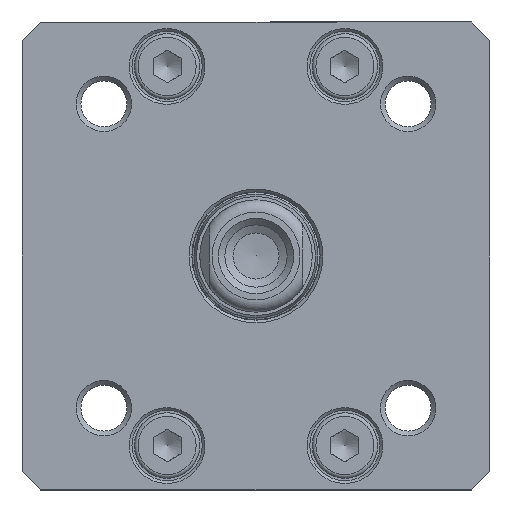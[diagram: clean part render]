
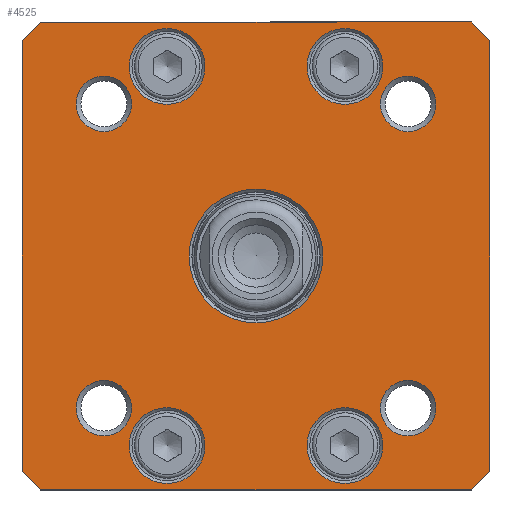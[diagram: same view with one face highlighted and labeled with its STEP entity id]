
A CAD part, front view. The second image highlights one B-rep face of the part: STEP entity #4525.
In plain terms, the highlighted face is planar.
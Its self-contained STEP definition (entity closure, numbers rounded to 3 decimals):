
#4355=CARTESIAN_POINT('',(0.,86.5,0.));
#4356=DIRECTION('',(0.0,-1.0,0.0));
#4357=DIRECTION('',(0.0,0.0,-1.0));
#4358=AXIS2_PLACEMENT_3D('',#4355,#4356,#4357);
#4359=PLANE('',#4358);
#4360=CARTESIAN_POINT('',(23.,86.5,25.0));
#4361=VERTEX_POINT('',#4360);
#4362=CARTESIAN_POINT('',(-23.,86.5,25.));
#4363=VERTEX_POINT('',#4362);
#4364=CARTESIAN_POINT('',(23.,86.5,25.0));
#4365=DIRECTION('',(-1.0,0.0,0.0));
#4366=VECTOR('',#4365,46.);
#4367=LINE('',#4364,#4366);
#4368=EDGE_CURVE('',#4361,#4363,#4367,.T.);
#4369=ORIENTED_EDGE('',*,*,#4368,.F.);
#4370=CARTESIAN_POINT('',(25.0,86.5,23.));
#4371=VERTEX_POINT('',#4370);
#4372=CARTESIAN_POINT('',(25.0,86.5,23.));
#4373=DIRECTION('',(-0.707,0.0,0.707));
#4374=VECTOR('',#4373,2.828);
#4375=LINE('',#4372,#4374);
#4376=EDGE_CURVE('',#4371,#4361,#4375,.T.);
#4377=ORIENTED_EDGE('',*,*,#4376,.F.);
#4378=CARTESIAN_POINT('',(25.0,86.5,-23.));
#4379=VERTEX_POINT('',#4378);
#4380=CARTESIAN_POINT('',(25.0,86.5,-23.));
#4381=DIRECTION('',(0.0,0.0,1.0));
#4382=VECTOR('',#4381,46.);
#4383=LINE('',#4380,#4382);
#4384=EDGE_CURVE('',#4379,#4371,#4383,.T.);
#4385=ORIENTED_EDGE('',*,*,#4384,.F.);
#4386=CARTESIAN_POINT('',(23.,86.5,-25.));
#4387=VERTEX_POINT('',#4386);
#4388=CARTESIAN_POINT('',(23.,86.5,-25.));
#4389=DIRECTION('',(0.707,0.0,0.707));
#4390=VECTOR('',#4389,2.828);
#4391=LINE('',#4388,#4390);
#4392=EDGE_CURVE('',#4387,#4379,#4391,.T.);
#4393=ORIENTED_EDGE('',*,*,#4392,.F.);
#4394=CARTESIAN_POINT('',(-23.,86.5,-25.0));
#4395=VERTEX_POINT('',#4394);
#4396=CARTESIAN_POINT('',(-23.,86.5,-25.));
#4397=DIRECTION('',(1.0,0.0,0.0));
#4398=VECTOR('',#4397,46.0);
#4399=LINE('',#4396,#4398);
#4400=EDGE_CURVE('',#4395,#4387,#4399,.T.);
#4401=ORIENTED_EDGE('',*,*,#4400,.F.);
#4402=CARTESIAN_POINT('',(-25.0,86.5,-23.));
#4403=VERTEX_POINT('',#4402);
#4404=CARTESIAN_POINT('',(-25.,86.5,-23.0));
#4405=DIRECTION('',(0.707,0.0,-0.707));
#4406=VECTOR('',#4405,2.828);
#4407=LINE('',#4404,#4406);
#4408=EDGE_CURVE('',#4403,#4395,#4407,.T.);
#4409=ORIENTED_EDGE('',*,*,#4408,.F.);
#4410=CARTESIAN_POINT('',(-25.,86.5,23.));
#4411=VERTEX_POINT('',#4410);
#4412=CARTESIAN_POINT('',(-25.,86.5,23.));
#4413=DIRECTION('',(0.0,0.0,-1.0));
#4414=VECTOR('',#4413,46.0);
#4415=LINE('',#4412,#4414);
#4416=EDGE_CURVE('',#4411,#4403,#4415,.T.);
#4417=ORIENTED_EDGE('',*,*,#4416,.F.);
#4418=CARTESIAN_POINT('',(-23.,86.5,25.));
#4419=DIRECTION('',(-0.707,0.0,-0.707));
#4420=VECTOR('',#4419,2.828);
#4421=LINE('',#4418,#4420);
#4422=EDGE_CURVE('',#4363,#4411,#4421,.T.);
#4423=ORIENTED_EDGE('',*,*,#4422,.F.);
#4424=EDGE_LOOP('',(#4369,#4377,#4385,#4393,#4401,#4409,#4417,#4423));
#4425=FACE_OUTER_BOUND('',#4424,.T.);
#4426=CARTESIAN_POINT('',(13.292,86.5,-16.25));
#4427=VERTEX_POINT('',#4426);
#4428=CARTESIAN_POINT('',(16.25,86.5,-16.25));
#4429=DIRECTION('',(0.0,1.0,0.0));
#4430=DIRECTION('',(1.0,0.0,0.0));
#4431=AXIS2_PLACEMENT_3D('',#4428,#4429,#4430);
#4432=CIRCLE('',#4431,2.959);
#4433=EDGE_CURVE('',#4427,#4427,#4432,.T.);
#4434=ORIENTED_EDGE('',*,*,#4433,.F.);
#4435=EDGE_LOOP('',(#4434));
#4436=FACE_BOUND('',#4435,.T.);
#4437=CARTESIAN_POINT('',(-19.208,86.5,16.25));
#4438=VERTEX_POINT('',#4437);
#4439=CARTESIAN_POINT('',(-16.25,86.5,16.25));
#4440=DIRECTION('',(0.0,1.0,0.0));
#4441=DIRECTION('',(1.0,0.0,0.0));
#4442=AXIS2_PLACEMENT_3D('',#4439,#4440,#4441);
#4443=CIRCLE('',#4442,2.959);
#4444=EDGE_CURVE('',#4438,#4438,#4443,.T.);
#4445=ORIENTED_EDGE('',*,*,#4444,.F.);
#4446=EDGE_LOOP('',(#4445));
#4447=FACE_BOUND('',#4446,.T.);
#4448=CARTESIAN_POINT('',(5.45,86.5,-20.25));
#4449=VERTEX_POINT('',#4448);
#4450=CARTESIAN_POINT('',(9.5,86.5,-20.25));
#4451=DIRECTION('',(0.0,1.0,0.0));
#4452=DIRECTION('',(1.0,0.0,0.0));
#4453=AXIS2_PLACEMENT_3D('',#4450,#4451,#4452);
#4454=CIRCLE('',#4453,4.05);
#4455=EDGE_CURVE('',#4449,#4449,#4454,.T.);
#4456=ORIENTED_EDGE('',*,*,#4455,.F.);
#4457=EDGE_LOOP('',(#4456));
#4458=FACE_BOUND('',#4457,.T.);
#4459=CARTESIAN_POINT('',(-13.55,86.5,20.25));
#4460=VERTEX_POINT('',#4459);
#4461=CARTESIAN_POINT('',(-9.5,86.5,20.25));
#4462=DIRECTION('',(0.0,1.0,0.0));
#4463=DIRECTION('',(1.0,0.0,0.0));
#4464=AXIS2_PLACEMENT_3D('',#4461,#4462,#4463);
#4465=CIRCLE('',#4464,4.05);
#4466=EDGE_CURVE('',#4460,#4460,#4465,.T.);
#4467=ORIENTED_EDGE('',*,*,#4466,.F.);
#4468=EDGE_LOOP('',(#4467));
#4469=FACE_BOUND('',#4468,.T.);
#4470=CARTESIAN_POINT('',(7.15,86.5,0.));
#4471=VERTEX_POINT('',#4470);
#4472=CARTESIAN_POINT('',(0.0,86.5,0.0));
#4473=DIRECTION('',(0.0,1.0,0.0));
#4474=DIRECTION('',(-1.0,0.0,0.0));
#4475=AXIS2_PLACEMENT_3D('',#4472,#4473,#4474);
#4476=CIRCLE('',#4475,7.15);
#4477=EDGE_CURVE('',#4471,#4471,#4476,.T.);
#4478=ORIENTED_EDGE('',*,*,#4477,.F.);
#4479=EDGE_LOOP('',(#4478));
#4480=FACE_BOUND('',#4479,.T.);
#4481=CARTESIAN_POINT('',(5.45,86.5,20.25));
#4482=VERTEX_POINT('',#4481);
#4483=CARTESIAN_POINT('',(9.5,86.5,20.25));
#4484=DIRECTION('',(0.0,1.0,0.0));
#4485=DIRECTION('',(1.0,0.0,0.0));
#4486=AXIS2_PLACEMENT_3D('',#4483,#4484,#4485);
#4487=CIRCLE('',#4486,4.05);
#4488=EDGE_CURVE('',#4482,#4482,#4487,.T.);
#4489=ORIENTED_EDGE('',*,*,#4488,.F.);
#4490=EDGE_LOOP('',(#4489));
#4491=FACE_BOUND('',#4490,.T.);
#4492=CARTESIAN_POINT('',(-13.55,86.5,-20.25));
#4493=VERTEX_POINT('',#4492);
#4494=CARTESIAN_POINT('',(-9.5,86.5,-20.25));
#4495=DIRECTION('',(0.0,1.0,0.0));
#4496=DIRECTION('',(1.0,0.0,0.0));
#4497=AXIS2_PLACEMENT_3D('',#4494,#4495,#4496);
#4498=CIRCLE('',#4497,4.05);
#4499=EDGE_CURVE('',#4493,#4493,#4498,.T.);
#4500=ORIENTED_EDGE('',*,*,#4499,.F.);
#4501=EDGE_LOOP('',(#4500));
#4502=FACE_BOUND('',#4501,.T.);
#4503=CARTESIAN_POINT('',(13.292,86.5,16.25));
#4504=VERTEX_POINT('',#4503);
#4505=CARTESIAN_POINT('',(16.25,86.5,16.25));
#4506=DIRECTION('',(0.0,1.0,0.0));
#4507=DIRECTION('',(1.0,0.0,0.0));
#4508=AXIS2_PLACEMENT_3D('',#4505,#4506,#4507);
#4509=CIRCLE('',#4508,2.959);
#4510=EDGE_CURVE('',#4504,#4504,#4509,.T.);
#4511=ORIENTED_EDGE('',*,*,#4510,.F.);
#4512=EDGE_LOOP('',(#4511));
#4513=FACE_BOUND('',#4512,.T.);
#4514=CARTESIAN_POINT('',(-19.208,86.5,-16.25));
#4515=VERTEX_POINT('',#4514);
#4516=CARTESIAN_POINT('',(-16.25,86.5,-16.25));
#4517=DIRECTION('',(0.0,1.0,0.0));
#4518=DIRECTION('',(1.0,0.0,0.0));
#4519=AXIS2_PLACEMENT_3D('',#4516,#4517,#4518);
#4520=CIRCLE('',#4519,2.959);
#4521=EDGE_CURVE('',#4515,#4515,#4520,.T.);
#4522=ORIENTED_EDGE('',*,*,#4521,.F.);
#4523=EDGE_LOOP('',(#4522));
#4524=FACE_BOUND('',#4523,.T.);
#4525=ADVANCED_FACE('',(#4425,#4436,#4447,#4458,#4469,#4480,#4491,#4502,#4513,#4524),#4359,.F.);
